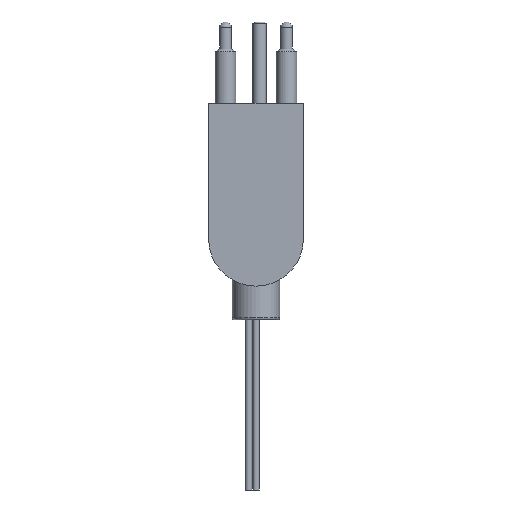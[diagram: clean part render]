
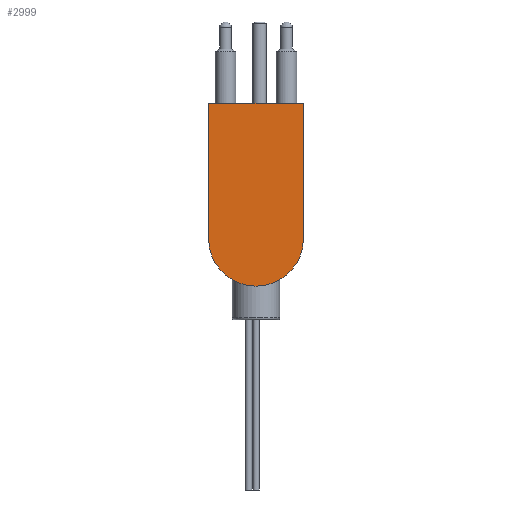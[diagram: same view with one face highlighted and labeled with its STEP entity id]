
A CAD part, front view. The second image highlights one B-rep face of the part: STEP entity #2999.
In plain terms, the highlighted planar face has unit normal (0, -1, 0).
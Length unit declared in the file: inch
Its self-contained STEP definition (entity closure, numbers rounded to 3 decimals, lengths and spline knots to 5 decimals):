
#81=CIRCLE($,#3188,0.4375);
#360=FACE_OUTER_BOUND($,#558,.T.);
#558=EDGE_LOOP($,(#2172,#2173,#2174,#2175));
#816=LINE($,#4967,#1055);
#818=LINE($,#4971,#1057);
#820=LINE($,#4974,#1059);
#1055=VECTOR($,#3493,1.2505);
#1057=VECTOR($,#3497,0.875);
#1059=VECTOR($,#3501,1.2505);
#1264=VERTEX_POINT($,#4236);
#1265=VERTEX_POINT($,#4238);
#1340=VERTEX_POINT($,#4966);
#1341=VERTEX_POINT($,#4970);
#1579=EDGE_CURVE($,#1264,#1265,#81,.T.);
#1656=EDGE_CURVE($,#1265,#1340,#816,.T.);
#1658=EDGE_CURVE($,#1340,#1341,#818,.T.);
#1660=EDGE_CURVE($,#1341,#1264,#820,.T.);
#2172=ORIENTED_EDGE($,*,*,#1656,.F.);
#2173=ORIENTED_EDGE($,*,*,#1579,.F.);
#2174=ORIENTED_EDGE($,*,*,#1660,.F.);
#2175=ORIENTED_EDGE($,*,*,#1658,.F.);
#2741=PLANE($,#3193);
#2999=ADVANCED_FACE($,(#360),#2741,.F.);
#3188=AXIS2_PLACEMENT_3D($,#4239,#3450,#3451);
#3193=AXIS2_PLACEMENT_3D($,#4975,#3502,#3503);
#3450=DIRECTION('center_axis',(0.,1.,0.));
#3451=DIRECTION('ref_axis',(0.,0.,1.));
#3493=DIRECTION($,(0.,0.,1.));
#3497=DIRECTION($,(1.,0.,0.));
#3501=DIRECTION($,(0.,0.,-1.));
#3502=DIRECTION('center_axis',(0.,1.,0.));
#3503=DIRECTION('ref_axis',(0.,0.,1.));
#4236=CARTESIAN_POINT('',(0.4375,0.,0.));
#4238=CARTESIAN_POINT('',(-0.4375,0.,0.));
#4239=CARTESIAN_POINT('Origin',(0.,0.,0.));
#4966=CARTESIAN_POINT('',(-0.4375,0.,1.2505));
#4967=CARTESIAN_POINT($,(-0.4375,0.,1.2505));
#4970=CARTESIAN_POINT('',(0.4375,0.,1.2505));
#4971=CARTESIAN_POINT($,(-0.4375,0.,1.2505));
#4974=CARTESIAN_POINT($,(0.4375,0.,1.2505));
#4975=CARTESIAN_POINT('Origin',(0.,0.,0.));
